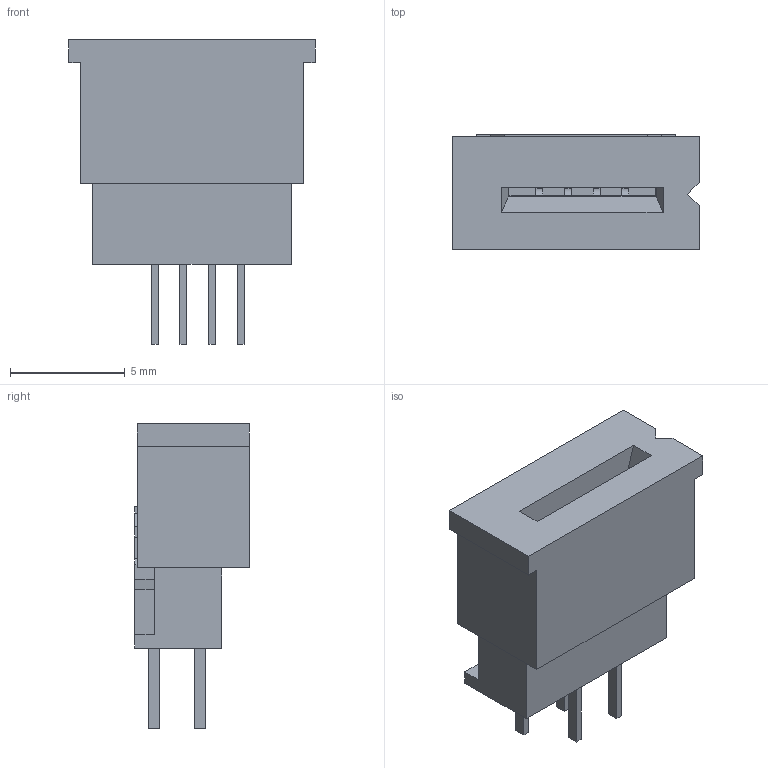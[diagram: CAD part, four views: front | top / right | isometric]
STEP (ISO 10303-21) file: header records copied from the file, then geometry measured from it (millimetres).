
FILE_DESCRIPTION((''),'2;1');
FILE_NAME('039532045','2018-04-25T',('ksrinivasara'),(''),'PRO/ENGINEER BY PARAMETRIC TECHNOLOGY CORPORATION, 2012310','PRO/ENGINEER BY PARAMETRIC TECHNOLOGY CORPORATION, 2012310','');
FILE_SCHEMA(('CONFIG_CONTROL_DESIGN'));
Length unit declared in the file: millimetre
Products named in the file (1): 039532045
Bounding box: 10.75 x 5 x 13.3 mm (x, y, z)
Volume: 323.3 mm3; surface area: 678.9 mm2
Topology: 1 solids, 1 shells, 169 faces, 481 edges, 316 vertices
Faces by surface type: plane 165, cylinder 4
Entity records: 5446 total; most frequent: CARTESIAN_POINT 959, ORIENTED_EDGE 946, DIRECTION 837, EDGE_CURVE 473, VECTOR 465, LINE 465, VERTEX_POINT 308, EDGE_LOOP 191
